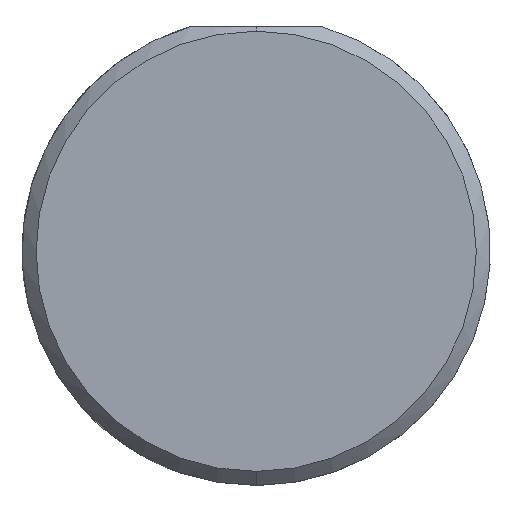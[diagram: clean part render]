
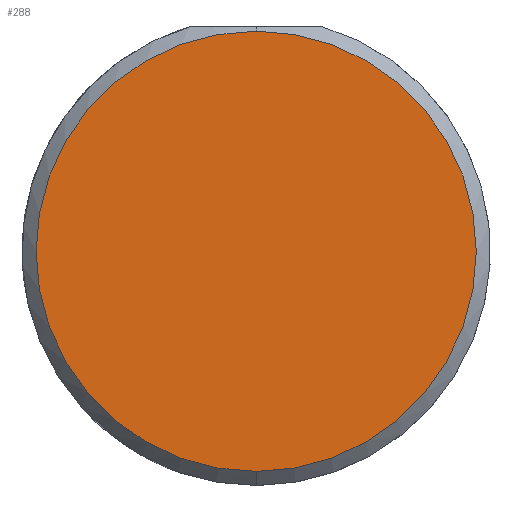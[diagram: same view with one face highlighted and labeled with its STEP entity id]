
A CAD part, left-side view. The second image highlights one B-rep face of the part: STEP entity #288.
In plain terms, the highlighted planar face has unit normal (-1, 0, 0).
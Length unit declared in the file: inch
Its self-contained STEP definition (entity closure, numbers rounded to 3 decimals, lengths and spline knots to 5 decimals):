
#12 = CARTESIAN_POINT ( 'NONE',  ( 0., 0., 0. ) ) ;
#114 = AXIS2_PLACEMENT_3D ( 'NONE', #314, #557, #665 ) ;
#142 = ORIENTED_EDGE ( 'NONE', *, *, #178, .T. ) ;
#178 = EDGE_CURVE ( 'NONE', #244, #616, #235, .T. ) ;
#191 = DIRECTION ( 'NONE',  ( 1., 0., 0. ) ) ;
#225 = DIRECTION ( 'NONE',  ( 0., 0., 1. ) ) ;
#235 = CIRCLE ( 'NONE', #438, 0.23485 ) ;
#244 = VERTEX_POINT ( 'NONE', #733 ) ;
#264 = EDGE_LOOP ( 'NONE', ( #711, #142 ) ) ;
#288 = ADVANCED_FACE ( 'NONE', ( #440 ), #375, .F. ) ;
#314 = CARTESIAN_POINT ( 'NONE',  ( 0., 0., 0. ) ) ;
#375 = PLANE ( 'NONE',  #462 ) ;
#430 = CARTESIAN_POINT ( 'NONE',  ( 0., 0., -0.23485 ) ) ;
#438 = AXIS2_PLACEMENT_3D ( 'NONE', #642, #701, #225 ) ;
#440 = FACE_OUTER_BOUND ( 'NONE', #264, .T. ) ;
#462 = AXIS2_PLACEMENT_3D ( 'NONE', #12, #191, #547 ) ;
#547 = DIRECTION ( 'NONE',  ( 0., 0., -1. ) ) ;
#557 = DIRECTION ( 'NONE',  ( -1., 0., 0. ) ) ;
#616 = VERTEX_POINT ( 'NONE', #430 ) ;
#642 = CARTESIAN_POINT ( 'NONE',  ( 0., 0., 0. ) ) ;
#665 = DIRECTION ( 'NONE',  ( 0., 0., 1. ) ) ;
#670 = EDGE_CURVE ( 'NONE', #616, #244, #685, .T. ) ;
#685 = CIRCLE ( 'NONE', #114, 0.23485 ) ;
#701 = DIRECTION ( 'NONE',  ( -1., 0., 0. ) ) ;
#711 = ORIENTED_EDGE ( 'NONE', *, *, #670, .T. ) ;
#733 = CARTESIAN_POINT ( 'NONE',  ( 0., 0., 0.23485 ) ) ;
